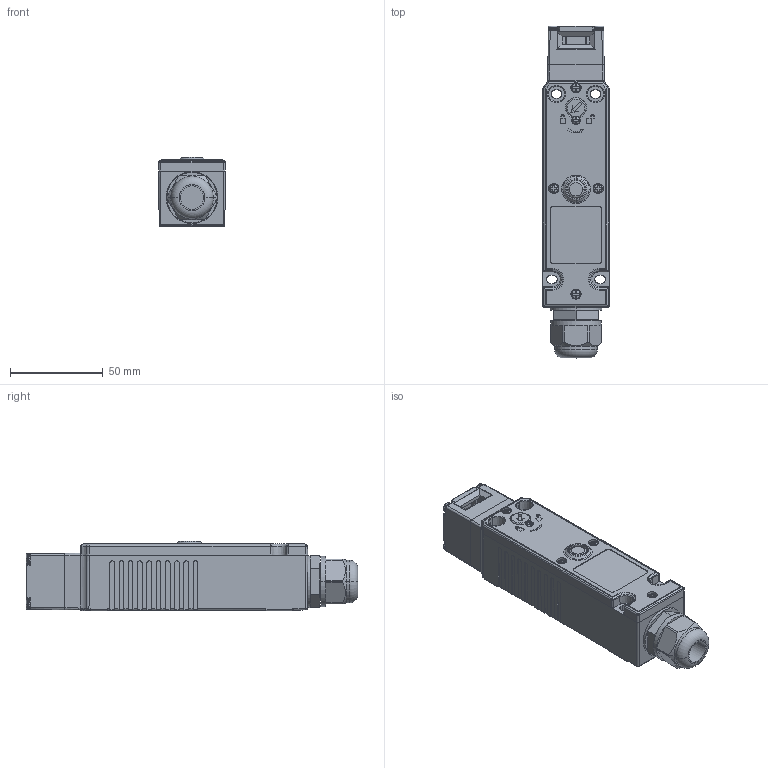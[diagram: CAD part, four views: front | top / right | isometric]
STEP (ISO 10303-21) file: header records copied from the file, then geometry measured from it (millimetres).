
FILE_DESCRIPTION((''),'2;1');
FILE_NAME('ASM-STRIP-WUJIGOU_ASM','2021-12-13T',('Administrator'),(''),'PRO/ENGINEER BY PARAMETRIC TECHNOLOGY CORPORATION, 2010280','PRO/ENGINEER BY PARAMETRIC TECHNOLOGY CORPORATION, 2010280','');
FILE_SCHEMA(('CONFIG_CONTROL_DESIGN'));
Products named in the file (10): KETI; QIANZUO-NEW_1; SHANGGAI; M20; LUOSI-3_1; LS3-8; LED-GAI; JIESUOXUANNIU; LS25-4; ASM-STRIP-WUJIGOU_ASM
Assembly tree (15 placements, depth 2):
  ASM-STRIP-WUJIGOU_ASM
    KETI
    QIANZUO-NEW_1
    SHANGGAI
    M20
    LUOSI-3_1  x4
    LS3-8  x4
    LED-GAI
    JIESUOXUANNIU
    LS25-4
Bounding box: 35.98 x 179.13 x 37.59 mm (x, y, z)
Volume: 167894.2 mm3; surface area: 56485.9 mm2
Topology: 15 solids, 21 shells, 2287 faces, 6156 edges, 3994 vertices
Faces by surface type: plane 1411, cylinder 557, bspline 114, cone 113, torus 62, sphere 28, extrusion 2
Entity records: 69409 total; most frequent: CARTESIAN_POINT 20117, ORIENTED_EDGE 10662, DIRECTION 9476, EDGE_CURVE 5331, VECTOR 3858, LINE 3856, VERTEX_POINT 3460, AXIS2_PLACEMENT_3D 2809
